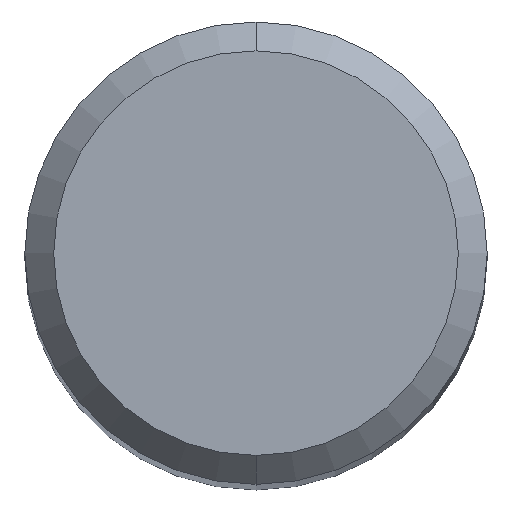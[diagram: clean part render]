
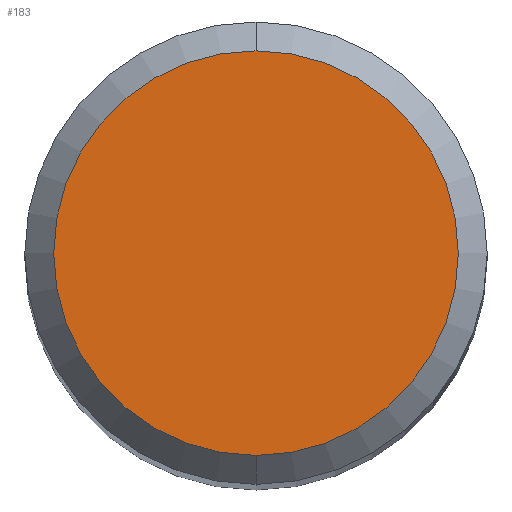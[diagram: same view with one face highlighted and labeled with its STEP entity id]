
A CAD part, top view. The second image highlights one B-rep face of the part: STEP entity #183.
In plain terms, the highlighted planar face has unit normal (0, 0, 1).
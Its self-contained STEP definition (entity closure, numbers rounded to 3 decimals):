
#149=EDGE_CURVE('',#307,#255,#381,.T.);
#183=ADVANCED_FACE('',(#419),#420,.T.);
#195=EDGE_CURVE('',#255,#307,#433,.T.);
#255=VERTEX_POINT('',#502);
#307=VERTEX_POINT('',#559);
#381=CIRCLE('',#637,2.8);
#419=FACE_OUTER_BOUND('',#684,.T.);
#420=PLANE('',#685);
#433=CIRCLE('',#702,2.8);
#502=CARTESIAN_POINT('',(0.,-2.8,0.0));
#559=CARTESIAN_POINT('',(0.0,2.8,0.0));
#637=AXIS2_PLACEMENT_3D('',#946,#947,#948);
#684=EDGE_LOOP('',(#1002,#1003));
#685=AXIS2_PLACEMENT_3D('',#1004,#1005,#1006);
#702=AXIS2_PLACEMENT_3D('',#1019,#1020,#1021);
#946=CARTESIAN_POINT('',(0.0,0.0,0.0));
#947=DIRECTION('',(0.0,0.0,-1.0));
#948=DIRECTION('',(0.0,1.0,0.0));
#1002=ORIENTED_EDGE('',*,*,#149,.F.);
#1003=ORIENTED_EDGE('',*,*,#195,.F.);
#1004=CARTESIAN_POINT('',(0.0,1.4,0.0));
#1005=DIRECTION('',(-0.0,0.0,1.0));
#1006=DIRECTION('',(0.0,-1.0,0.0));
#1019=CARTESIAN_POINT('',(0.0,0.0,0.0));
#1020=DIRECTION('',(0.0,0.0,-1.0));
#1021=DIRECTION('',(0.0,1.0,0.0));
